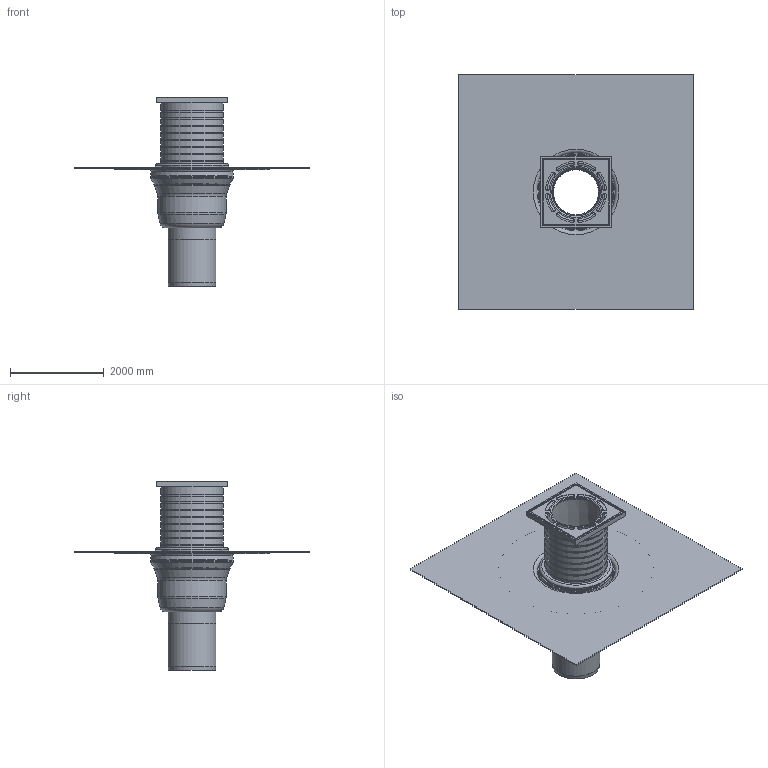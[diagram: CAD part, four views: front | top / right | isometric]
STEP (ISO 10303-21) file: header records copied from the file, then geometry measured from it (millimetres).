
FILE_DESCRIPTION(/* description */ (''),/* implementation_level */ '2;1');
FILE_NAME(/* name */ '16277.100X_3D.stp',/* time_stamp */ '2025-01-06T10:02:17+01:00',/* author */ ('c.rudolph'),/* organization */ (''),/* preprocessor_version */ 'ST-DEVELOPER v20',/* originating_system */ 'AutoCAD Mechanical',/* authorisation */ '');
FILE_SCHEMA (('AUTOMOTIVE_DESIGN { 1 0 10303 214 3 1 1 }'));
Length unit declared in the file: centimetre
Products named in the file (2): Product; *S0
Assembly tree (1 placements, depth 2):
  Product
    *S0
Bounding box: 5000 x 5000 x 4012.19 mm (x, y, z)
Volume: 1302009480.5 mm3; surface area: 117186285.1 mm2
Topology: 10 solids, 11 shells, 346 faces, 837 edges, 543 vertices
Faces by surface type: plane 135, cylinder 112, torus 56, cone 35, sphere 8
Full cylindrical faces by diameter (mm): 35 x4, 80 x4, 980 x2, 1020 x3, 1040 x1, 1070 x1, 1250 x1, 1320 x8, 1330 x9, 1334 x1, 1400 x1, 1410 x1, 1450 x1, 1460 x2, 1500 x2, 1520 x1, 1700 x2, 1740 x2, 1770 x1, 3300 x1
Entity records: 10750 total; most frequent: CARTESIAN_POINT 2201, DIRECTION 1920, ORIENTED_EDGE 1672, EDGE_CURVE 836, AXIS2_PLACEMENT_3D 798, VERTEX_POINT 541, CIRCLE 433, EDGE_LOOP 413
